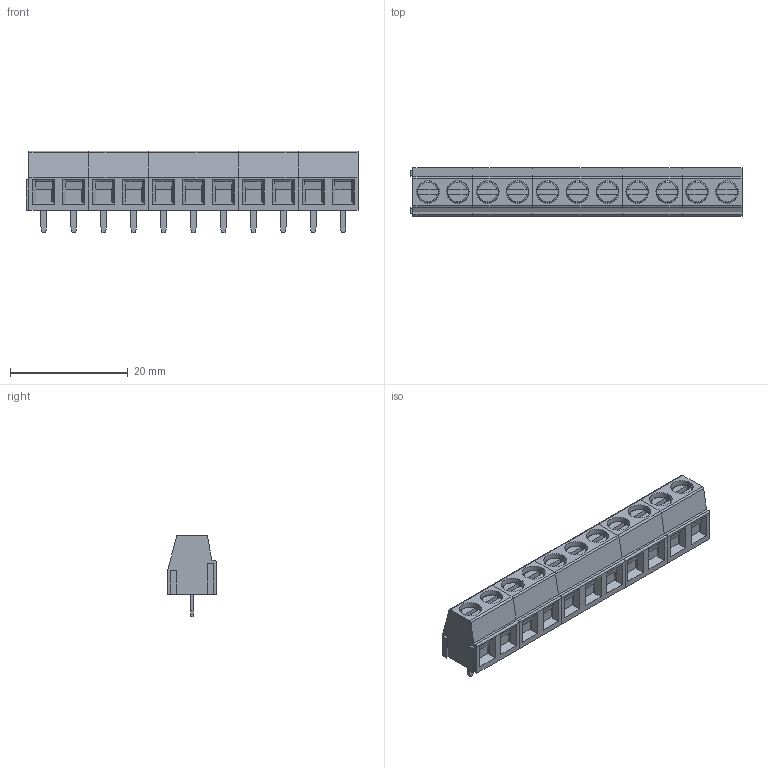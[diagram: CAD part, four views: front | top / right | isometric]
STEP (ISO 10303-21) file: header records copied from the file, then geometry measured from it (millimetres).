
FILE_DESCRIPTION(('FreeCAD Model'),'2;1');
FILE_NAME('Open CASCADE Shape Model','2024-11-08T12:56:33',(''),(''), 'Open CASCADE STEP processor 7.6','FreeCAD','Unknown');
FILE_SCHEMA(('AUTOMOTIVE_DESIGN { 1 0 10303 214 1 1 1 1 }'));
Length unit declared in the file: millimetre
Products named in the file (1): CUI_DEVICES_TB006-508-11BE
Bounding box: 56.38 x 8.2 x 13.8 mm (x, y, z)
Volume: 3793 mm3; surface area: 3102.7 mm2
Topology: 1 solids, 12 shells, 619 faces, 1543 edges, 982 vertices
Faces by surface type: plane 417, bspline 88, cylinder 70, cone 44
Entity records: 27596 total; most frequent: CARTESIAN_POINT 9018, ORIENTED_EDGE 3086, DIRECTION 2710, EDGE_CURVE 1543, LINE 1066, VECTOR 1066, VERTEX_POINT 982, AXIS2_PLACEMENT_3D 822
